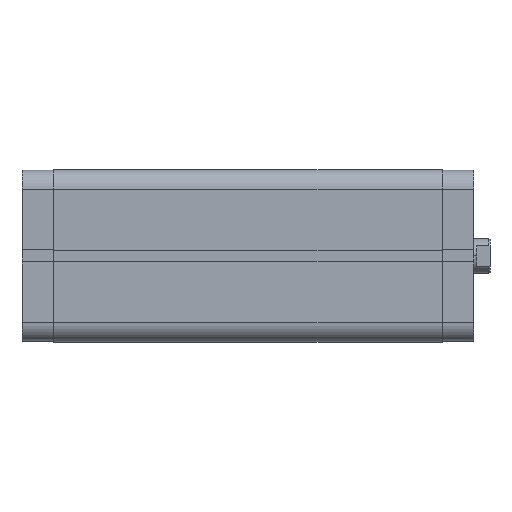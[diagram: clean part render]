
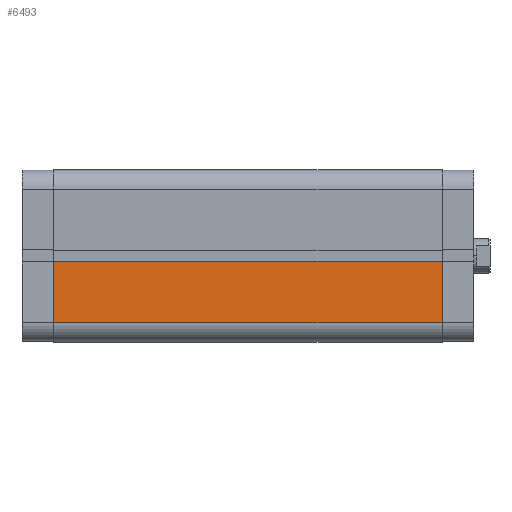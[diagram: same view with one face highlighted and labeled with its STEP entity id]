
A CAD part, top view. The second image highlights one B-rep face of the part: STEP entity #6493.
In plain terms, the highlighted face is planar.
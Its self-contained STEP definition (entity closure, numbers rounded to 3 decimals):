
#74 = VERTEX_POINT ( 'NONE', #419 ) ;
#88 = VERTEX_POINT ( 'NONE', #433 ) ;
#89 = VERTEX_POINT ( 'NONE', #434 ) ;
#114 = VERTEX_POINT ( 'NONE', #459 ) ;
#419 = CARTESIAN_POINT ( 'NONE',  ( 40., -31., 180.5 ) ) ;
#433 = CARTESIAN_POINT ( 'NONE',  ( 40., -31., 0. ) ) ;
#434 = CARTESIAN_POINT ( 'NONE',  ( 40., -2.6, 0. ) ) ;
#459 = CARTESIAN_POINT ( 'NONE',  ( 40., -2.6, 180.5 ) ) ;
#2068 = AXIS2_PLACEMENT_3D ( 'NONE', #4759, #4765, #4766 ) ;
#2456 = ORIENTED_EDGE ( 'NONE', *, *, #6357, .T. ) ;
#2457 = ORIENTED_EDGE ( 'NONE', *, *, #6353, .T. ) ;
#2458 = ORIENTED_EDGE ( 'NONE', *, *, #6360, .F. ) ;
#2459 = ORIENTED_EDGE ( 'NONE', *, *, #6364, .F. ) ;
#3485 = LINE ( 'NONE', #4539, #3486 ) ;
#3486 = VECTOR ( 'NONE', #4540, 1000. ) ;
#3493 = LINE ( 'NONE', #4548, #3494 ) ;
#3494 = VECTOR ( 'NONE', #4549, 1000. ) ;
#3498 = LINE ( 'NONE', #4555, #3499 ) ;
#3499 = VECTOR ( 'NONE', #4556, 1000. ) ;
#3506 = LINE ( 'NONE', #4563, #3507 ) ;
#3507 = VECTOR ( 'NONE', #4564, 1000. ) ;
#3611 = FACE_OUTER_BOUND ( 'NONE', #6277, .T. ) ;
#4539 = CARTESIAN_POINT ( 'NONE',  ( 40., -88.141, 180.5 ) ) ;
#4540 = DIRECTION ( 'NONE',  ( 0., -1., 0. ) ) ;
#4548 = CARTESIAN_POINT ( 'NONE',  ( 40., -31., 180.5 ) ) ;
#4549 = DIRECTION ( 'NONE',  ( 0., 0., -1. ) ) ;
#4555 = CARTESIAN_POINT ( 'NONE',  ( 40., -2.6, 180.5 ) ) ;
#4556 = DIRECTION ( 'NONE',  ( 0., 0., -1. ) ) ;
#4563 = CARTESIAN_POINT ( 'NONE',  ( 40., -88.141, 0. ) ) ;
#4564 = DIRECTION ( 'NONE',  ( 0., -1., 0. ) ) ;
#4756 = PLANE ( 'NONE',  #2068 ) ;
#4759 = CARTESIAN_POINT ( 'NONE',  ( 40., -88.141, 180.5 ) ) ;
#4765 = DIRECTION ( 'NONE',  ( 1., 0., 0. ) ) ;
#4766 = DIRECTION ( 'NONE',  ( 0., 0., -1. ) ) ;
#6277 = EDGE_LOOP ( 'NONE', ( #2459, #2458, #2457, #2456 ) ) ;
#6353 = EDGE_CURVE ( 'NONE', #114, #74, #3485, .T. ) ;
#6357 = EDGE_CURVE ( 'NONE', #74, #88, #3493, .T. ) ;
#6360 = EDGE_CURVE ( 'NONE', #114, #89, #3498, .T. ) ;
#6364 = EDGE_CURVE ( 'NONE', #89, #88, #3506, .T. ) ;
#6493 = ADVANCED_FACE ( 'NONE', ( #3611 ), #4756, .T. ) ;
